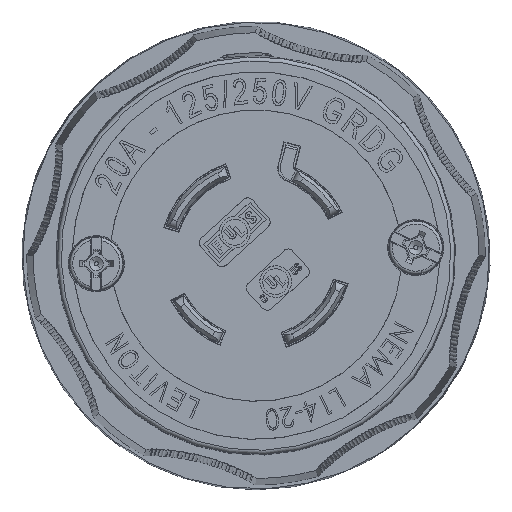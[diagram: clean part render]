
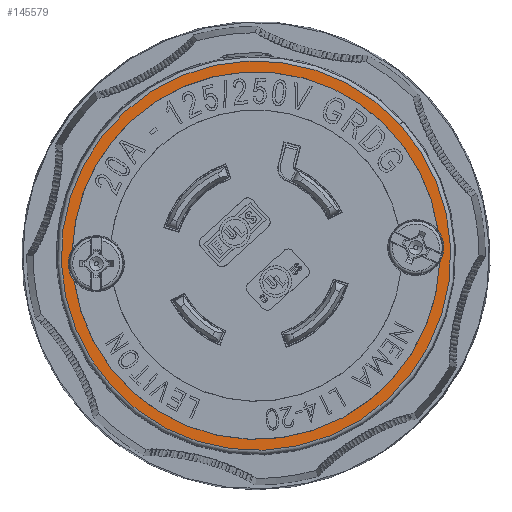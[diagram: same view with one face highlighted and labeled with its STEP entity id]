
A CAD part, front view. The second image highlights one B-rep face of the part: STEP entity #145579.
In plain terms, the highlighted planar face has unit normal (0, -1, 0).
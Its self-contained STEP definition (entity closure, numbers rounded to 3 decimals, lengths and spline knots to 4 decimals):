
#5542 = EDGE_CURVE ( 'NONE', #50789, #49794, #145884, .T. ) ;
#10152 = CARTESIAN_POINT ( 'NONE',  ( -0.9634, 0.2518, 0.1977 ) ) ;
#10369 = ORIENTED_EDGE ( 'NONE', *, *, #135567, .T. ) ;
#13765 = AXIS2_PLACEMENT_3D ( 'NONE', #17955, #67666, #103780 ) ;
#17955 = CARTESIAN_POINT ( 'NONE',  ( 0.73, 0.2518, 0.2053 ) ) ;
#19518 = CARTESIAN_POINT ( 'NONE',  ( 1.5317, 0.2518, 0.104 ) ) ;
#19564 = DIRECTION ( 'NONE',  ( 0.739, 0., 0.674 ) ) ;
#24700 = EDGE_CURVE ( 'NONE', #97470, #127723, #102535, .T. ) ;
#25673 = AXIS2_PLACEMENT_3D ( 'NONE', #80533, #129380, #19564 ) ;
#29059 = AXIS2_PLACEMENT_3D ( 'NONE', #154952, #44992, #132414 ) ;
#35052 = VERTEX_POINT ( 'NONE', #142227 ) ;
#35310 = DIRECTION ( 'NONE',  ( 0.739, 0., 0.674 ) ) ;
#36625 = VERTEX_POINT ( 'NONE', #89766 ) ;
#37273 = EDGE_CURVE ( 'NONE', #49794, #36625, #144607, .T. ) ;
#38357 = DIRECTION ( 'NONE',  ( 0.739, 0., 0.674 ) ) ;
#41980 = ORIENTED_EDGE ( 'NONE', *, *, #142243, .T. ) ;
#44992 = DIRECTION ( 'NONE',  ( 0., -1., 0. ) ) ;
#48955 = VERTEX_POINT ( 'NONE', #89517 ) ;
#49794 = VERTEX_POINT ( 'NONE', #68725 ) ;
#50789 = VERTEX_POINT ( 'NONE', #10152 ) ;
#57951 = CARTESIAN_POINT ( 'NONE',  ( -0.8451, 0.2518, 0.1262 ) ) ;
#59562 = DIRECTION ( 'NONE',  ( 0.739, 0., 0.674 ) ) ;
#64486 = CIRCLE ( 'NONE', #113297, 0.9064 ) ;
#66424 = ORIENTED_EDGE ( 'NONE', *, *, #24700, .T. ) ;
#67528 = CIRCLE ( 'NONE', #13765, 0.1383 ) ;
#67666 = DIRECTION ( 'NONE',  ( 0., -1., 0. ) ) ;
#68725 = CARTESIAN_POINT ( 'NONE',  ( -0.6684, 0.2518, 0.8354 ) ) ;
#69207 = FACE_OUTER_BOUND ( 'NONE', #124825, .T. ) ;
#70980 = ORIENTED_EDGE ( 'NONE', *, *, #37273, .T. ) ;
#76734 = AXIS2_PLACEMENT_3D ( 'NONE', #82710, #131571, #35310 ) ;
#80533 = CARTESIAN_POINT ( 'NONE',  ( -0.0576, 0.2518, 0.1658 ) ) ;
#82710 = CARTESIAN_POINT ( 'NONE',  ( -0.0576, 0.2518, 0.1658 ) ) ;
#83403 = AXIS2_PLACEMENT_3D ( 'NONE', #57951, #87613, #136472 ) ;
#86042 = DIRECTION ( 'NONE',  ( 0.739, 0., 0.674 ) ) ;
#87613 = DIRECTION ( 'NONE',  ( 0., -1., 0. ) ) ;
#88666 = ORIENTED_EDGE ( 'NONE', *, *, #145649, .F. ) ;
#89517 = CARTESIAN_POINT ( 'NONE',  ( 0.8483, 0.2518, 0.1338 ) ) ;
#89766 = CARTESIAN_POINT ( 'NONE',  ( 0.8406, 0.2518, 0.2882 ) ) ;
#95898 = DIRECTION ( 'NONE',  ( 0., 1., 0. ) ) ;
#97470 = VERTEX_POINT ( 'NONE', #148081 ) ;
#98309 = CIRCLE ( 'NONE', #29059, 0.9602 ) ;
#99612 = CARTESIAN_POINT ( 'NONE',  ( -0.0576, 0.2518, 0.1658 ) ) ;
#102535 = CIRCLE ( 'NONE', #25673, 0.9602 ) ;
#103780 = DIRECTION ( 'NONE',  ( 0.739, 0., 0.674 ) ) ;
#104747 = EDGE_CURVE ( 'NONE', #48955, #36625, #67528, .T. ) ;
#106389 = AXIS2_PLACEMENT_3D ( 'NONE', #19518, #118951, #59562 ) ;
#110333 = ORIENTED_EDGE ( 'NONE', *, *, #5542, .T. ) ;
#111484 = EDGE_LOOP ( 'NONE', ( #88666, #110333, #70980, #153274, #10369 ) ) ;
#113297 = AXIS2_PLACEMENT_3D ( 'NONE', #148260, #126525, #38357 ) ;
#118164 = FACE_BOUND ( 'NONE', #111484, .T. ) ;
#118951 = DIRECTION ( 'NONE',  ( 0., -1., 0. ) ) ;
#124825 = EDGE_LOOP ( 'NONE', ( #66424, #41980 ) ) ;
#126525 = DIRECTION ( 'NONE',  ( 0., 1., 0. ) ) ;
#127723 = VERTEX_POINT ( 'NONE', #136883 ) ;
#129380 = DIRECTION ( 'NONE',  ( 0., -1., 0. ) ) ;
#131571 = DIRECTION ( 'NONE',  ( 0., 1., 0. ) ) ;
#132414 = DIRECTION ( 'NONE',  ( 0.739, 0., 0.674 ) ) ;
#135567 = EDGE_CURVE ( 'NONE', #48955, #35052, #64486, .T. ) ;
#136472 = DIRECTION ( 'NONE',  ( 0.739, 0., 0.674 ) ) ;
#136883 = CARTESIAN_POINT ( 'NONE',  ( -0.767, 0.2518, -0.4814 ) ) ;
#142227 = CARTESIAN_POINT ( 'NONE',  ( -0.9557, 0.2518, 0.0433 ) ) ;
#142243 = EDGE_CURVE ( 'NONE', #127723, #97470, #98309, .T. ) ;
#144607 = CIRCLE ( 'NONE', #147137, 0.9064 ) ;
#145579 = ADVANCED_FACE ( 'NONE', ( #69207, #118164 ), #157457, .T. ) ;
#145649 = EDGE_CURVE ( 'NONE', #50789, #35052, #155057, .T. ) ;
#145884 = CIRCLE ( 'NONE', #76734, 0.9064 ) ;
#147137 = AXIS2_PLACEMENT_3D ( 'NONE', #99612, #95898, #86042 ) ;
#148081 = CARTESIAN_POINT ( 'NONE',  ( 0.6519, 0.2518, 0.8129 ) ) ;
#148260 = CARTESIAN_POINT ( 'NONE',  ( -0.0576, 0.2518, 0.1658 ) ) ;
#153274 = ORIENTED_EDGE ( 'NONE', *, *, #104747, .F. ) ;
#154952 = CARTESIAN_POINT ( 'NONE',  ( -0.0576, 0.2518, 0.1658 ) ) ;
#155057 = CIRCLE ( 'NONE', #83403, 0.1383 ) ;
#157457 = PLANE ( 'NONE',  #106389 ) ;
